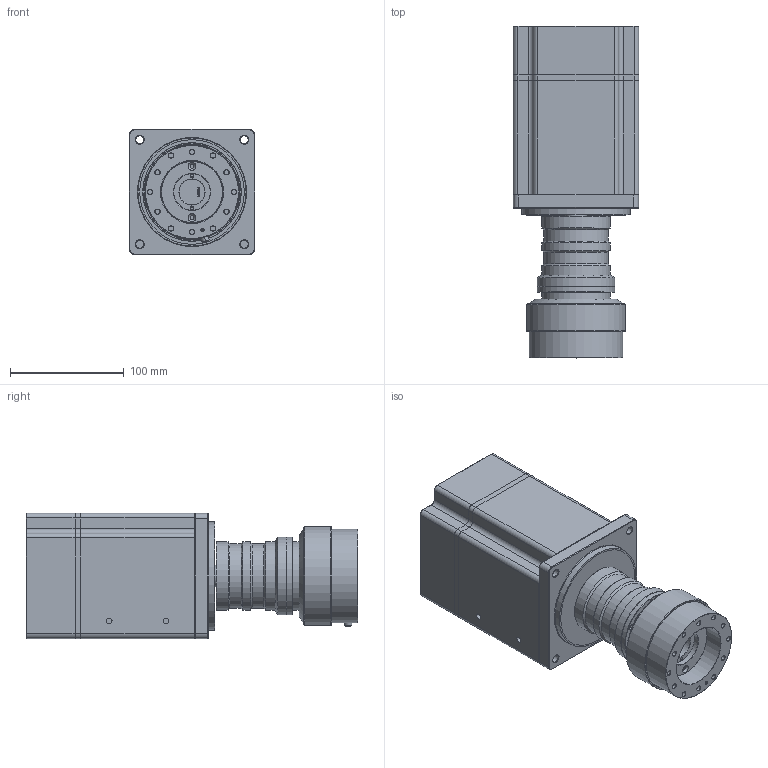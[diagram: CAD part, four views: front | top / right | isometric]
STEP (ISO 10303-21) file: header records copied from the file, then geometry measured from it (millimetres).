
FILE_DESCRIPTION(/* description */ (''),/* implementation_level */ '2;1');
FILE_NAME(/* name */ 'Simagic Alpha Mini w QR.step',/* time_stamp */ '2022-05-15T09:40:31-04:00',/* author */ (''),/* organization */ (''),/* preprocessor_version */ 'ST-DEVELOPER v18.1',/* originating_system */ 'Autodesk Translation Framework v10.14.0.1471',/* authorisation */ '');
FILE_SCHEMA (('AUTOMOTIVE_DESIGN { 1 0 10303 214 3 1 1 }'));
Length unit declared in the file: millimetre
Products named in the file (18): Simagic Alpha Mini; Simagic QR; PCB; Wheel side; Inner; Outer; Inner PCB Mount; Hardware; M3x4 v1; M3x4 v1 (1); Base Side; Front Mount Plate; Main Casing; Rear Plate; PCB Casing; CF Cover; Shaft 19mm; Shaft Clamp
Assembly tree (17 placements, depth 4):
  Simagic Alpha Mini
    Simagic QR
      PCB
      Wheel side
        Inner
        Outer
        Inner PCB Mount
      Hardware
        M3x4 v1
        M3x4 v1 (1)
      Base Side
    Front Mount Plate
    Main Casing
    Rear Plate
    PCB Casing
    CF Cover
    Shaft 19mm
    Shaft Clamp
Bounding box: 110 x 291.65 x 110 mm (x, y, z)
Volume: 1496532 mm3; surface area: 304045.4 mm2
Topology: 20 solids, 20 shells, 478 faces, 1013 edges, 632 vertices
Faces by surface type: plane 171, cylinder 161, cone 97, sphere 30, bspline 15, torus 4
Full cylindrical faces by diameter (mm): 1.1 x4, 2.529 x8, 2.98 x12, 3.332 x2, 4.234 x18, 5.035 x8, 5.5 x8, 6.779 x4, 6.8 x1, 19 x1, 22.5 x1, 22.8 x1, 32 x1, 34 x1, 35 x1, 41 x1, 41.5 x1, 42 x1, 45 x1, 48.6 x1, 50.6 x2, 54 x1, 54.9 x1, 57 x2, 57.8 x1, 59.8 x1, 60 x3, 68 x2, 70.5 x1, 82.25 x1
Entity records: 17265 total; most frequent: CARTESIAN_POINT 6244, DIRECTION 2341, ORIENTED_EDGE 2018, EDGE_CURVE 1009, AXIS2_PLACEMENT_3D 939, VERTEX_POINT 632, EDGE_LOOP 581, FACE_OUTER_BOUND 478
